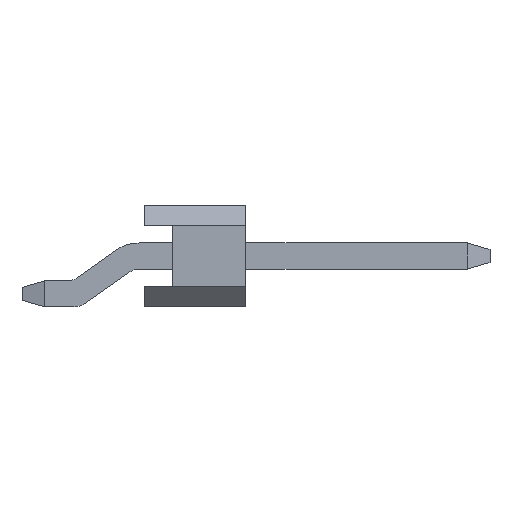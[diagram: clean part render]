
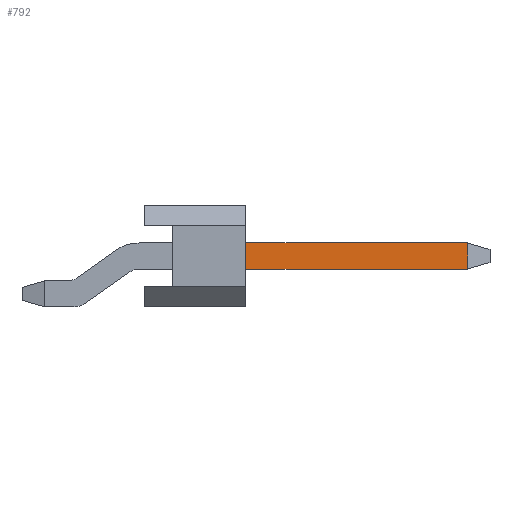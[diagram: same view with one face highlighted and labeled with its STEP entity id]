
A CAD part, left-side view. The second image highlights one B-rep face of the part: STEP entity #792.
In plain terms, the highlighted planar face has unit normal (-1, 0, 0).
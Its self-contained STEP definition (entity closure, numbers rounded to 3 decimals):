
#792=ADVANCED_FACE('',(#1709),#1710,.F.);
#1709=FACE_OUTER_BOUND('',#2766,.T.);
#1710=PLANE('',#2767);
#2766=EDGE_LOOP('',(#5005,#5006,#5007,#5008));
#2767=AXIS2_PLACEMENT_3D('',#5009,#5010,#5011);
#5005=ORIENTED_EDGE('',*,*,#7023,.F.);
#5006=ORIENTED_EDGE('',*,*,#7016,.F.);
#5007=ORIENTED_EDGE('',*,*,#7024,.T.);
#5008=ORIENTED_EDGE('',*,*,#7011,.F.);
#5009=CARTESIAN_POINT('',(-10.48,-2.666,-0.178));
#5010=DIRECTION('',(1.0,0.,0.));
#5011=DIRECTION('',(0.,0.,1.0));
#7011=EDGE_CURVE('',#8542,#8544,#8545,.T.);
#7016=EDGE_CURVE('',#8550,#8548,#8552,.T.);
#7023=EDGE_CURVE('',#8548,#8542,#8563,.T.);
#7024=EDGE_CURVE('',#8550,#8544,#8564,.T.);
#8542=VERTEX_POINT('',#10742);
#8544=VERTEX_POINT('',#10745);
#8545=LINE('',#10746,#10747);
#8548=VERTEX_POINT('',#10751);
#8550=VERTEX_POINT('',#10754);
#8552=LINE('',#10757,#10758);
#8563=LINE('',#10773,#10774);
#8564=LINE('',#10775,#10776);
#10742=CARTESIAN_POINT('',(-10.48,-2.5,0.32));
#10745=CARTESIAN_POINT('',(-10.48,-7.954,0.32));
#10746=CARTESIAN_POINT('',(-10.48,0.124,0.32));
#10747=VECTOR('',#12425,1.0);
#10751=CARTESIAN_POINT('',(-10.48,-2.5,-0.32));
#10754=CARTESIAN_POINT('',(-10.48,-7.954,-0.32));
#10757=CARTESIAN_POINT('',(-10.48,-7.954,-0.32));
#10758=VECTOR('',#12429,1.0);
#10773=CARTESIAN_POINT('',(-10.48,-2.5,-0.089));
#10774=VECTOR('',#12434,1.0);
#10775=CARTESIAN_POINT('',(-10.48,-7.954,0.161));
#10776=VECTOR('',#12435,1.0);
#12425=DIRECTION('',(0.,-1.0,0.));
#12429=DIRECTION('',(0.0,1.0,0.));
#12434=DIRECTION('',(0.,0.,1.0));
#12435=DIRECTION('',(0.,0.,1.0));
